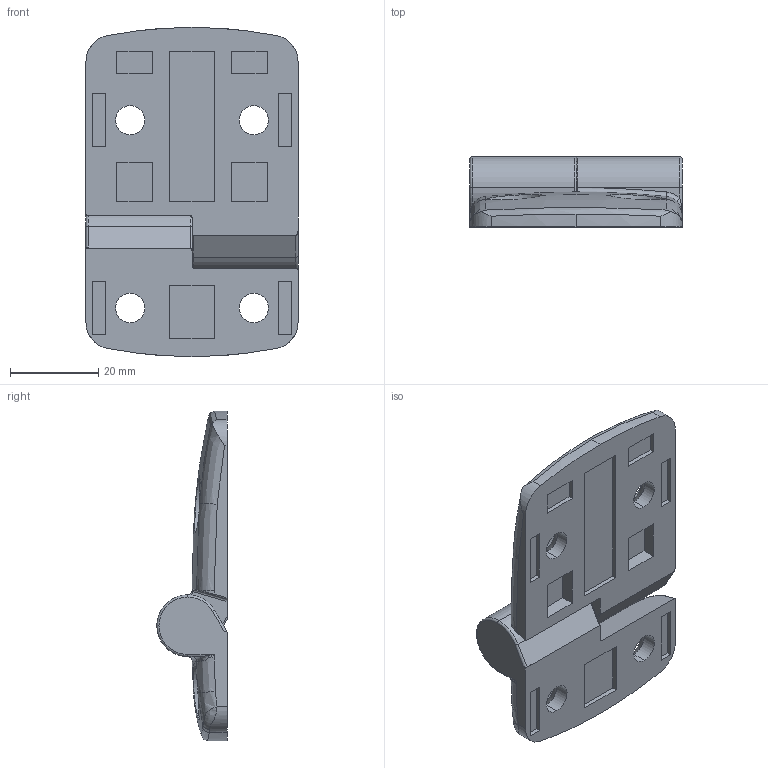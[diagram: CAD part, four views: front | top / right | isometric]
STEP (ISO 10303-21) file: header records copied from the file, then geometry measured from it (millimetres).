
FILE_DESCRIPTION (( 'STEP AP214' ), '1' );
FILE_NAME ('095k2550L00.STEP', '2014-08-13T09:48:14', ( '' ), ( '' ), 'SwSTEP 2.0', 'SolidWorks 2014', '' );
FILE_SCHEMA (( 'AUTOMOTIVE_DESIGN' ));
Length unit declared in the file: millimetre
Products named in the file (3): 095k50L00_095 k 50 l00; 095k25L00_095 k 25 L08; 095k2550L00
Assembly tree (2 placements, depth 2):
  095k2550L00
    095k25L00_095 k 25 L08
    095k50L00_095 k 50 l00
Bounding box: 48 x 15.95 x 74.5 mm (x, y, z)
Volume: 22504 mm3; surface area: 11100 mm2
Topology: 2 solids, 2 shells, 166 faces, 417 edges, 259 vertices
Faces by surface type: plane 67, cylinder 44, bspline 34, torus 12, cone 9
Entity records: 6495 total; most frequent: CARTESIAN_POINT 2743, ORIENTED_EDGE 826, DIRECTION 656, EDGE_CURVE 413, VERTEX_POINT 259, AXIS2_PLACEMENT_3D 230, VECTOR 196, LINE 196
